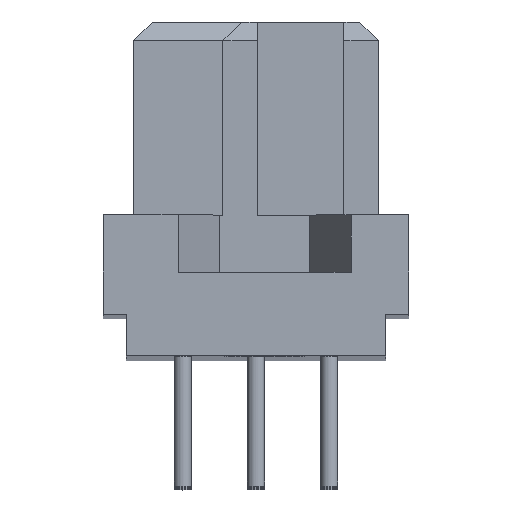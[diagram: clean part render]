
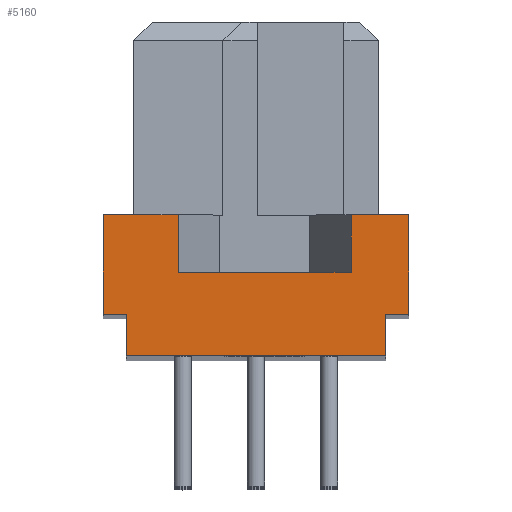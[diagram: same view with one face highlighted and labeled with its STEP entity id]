
A CAD part, top view. The second image highlights one B-rep face of the part: STEP entity #5160.
In plain terms, the highlighted planar face has unit normal (0, 0, 1).
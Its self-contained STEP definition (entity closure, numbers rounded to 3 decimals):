
#5160=ADVANCED_FACE('',(#6406),#5785,.T.);
#5785=PLANE('',#16383);
#6406=FACE_OUTER_BOUND('',#7321,.T.);
#7321=EDGE_LOOP('',(#10260,#10261,#10262,#10263,#10264,#10265,#10266,#10267,
#10268,#10269,#10270,#10271));
#10260=ORIENTED_EDGE('',*,*,#12901,.T.);
#10261=ORIENTED_EDGE('',*,*,#12902,.T.);
#10262=ORIENTED_EDGE('',*,*,#12903,.F.);
#10263=ORIENTED_EDGE('',*,*,#12849,.T.);
#10264=ORIENTED_EDGE('',*,*,#12852,.T.);
#10265=ORIENTED_EDGE('',*,*,#12855,.F.);
#10266=ORIENTED_EDGE('',*,*,#12880,.F.);
#10267=ORIENTED_EDGE('',*,*,#12778,.T.);
#10268=ORIENTED_EDGE('',*,*,#12782,.T.);
#10269=ORIENTED_EDGE('',*,*,#12784,.T.);
#10270=ORIENTED_EDGE('',*,*,#12897,.F.);
#10271=ORIENTED_EDGE('',*,*,#12899,.F.);
#11345=VERTEX_POINT('',#22496);
#11346=VERTEX_POINT('',#22498);
#11349=VERTEX_POINT('',#22505);
#11350=VERTEX_POINT('',#22510);
#11392=VERTEX_POINT('',#22636);
#11394=VERTEX_POINT('',#22640);
#11396=VERTEX_POINT('',#22646);
#11398=VERTEX_POINT('',#22652);
#11423=VERTEX_POINT('',#22735);
#11424=VERTEX_POINT('',#22739);
#11425=VERTEX_POINT('',#22743);
#11426=VERTEX_POINT('',#22747);
#12778=EDGE_CURVE('',#11346,#11345,#14064,.T.);
#12782=EDGE_CURVE('',#11345,#11349,#14068,.T.);
#12784=EDGE_CURVE('',#11349,#11350,#14070,.T.);
#12849=EDGE_CURVE('',#11392,#11394,#14135,.T.);
#12852=EDGE_CURVE('',#11394,#11396,#14138,.T.);
#12855=EDGE_CURVE('',#11398,#11396,#14141,.T.);
#12880=EDGE_CURVE('',#11346,#11398,#14164,.T.);
#12897=EDGE_CURVE('',#11423,#11350,#14181,.T.);
#12899=EDGE_CURVE('',#11424,#11423,#14183,.T.);
#12901=EDGE_CURVE('',#11424,#11425,#14185,.T.);
#12902=EDGE_CURVE('',#11425,#11426,#14186,.T.);
#12903=EDGE_CURVE('',#11392,#11426,#14187,.T.);
#14064=LINE('',#22497,#15346);
#14068=LINE('',#22506,#15350);
#14070=LINE('',#22509,#15352);
#14135=LINE('',#22641,#15417);
#14138=LINE('',#22647,#15420);
#14141=LINE('',#22653,#15423);
#14164=LINE('',#22702,#15446);
#14181=LINE('',#22736,#15463);
#14183=LINE('',#22740,#15465);
#14185=LINE('',#22744,#15467);
#14186=LINE('',#22746,#15468);
#14187=LINE('',#22748,#15469);
#15346=VECTOR('',#19277,1.);
#15350=VECTOR('',#19283,1.);
#15352=VECTOR('',#19287,1.);
#15417=VECTOR('',#19396,1.);
#15420=VECTOR('',#19401,1.);
#15423=VECTOR('',#19406,1.);
#15446=VECTOR('',#19445,1.);
#15463=VECTOR('',#19482,1.);
#15465=VECTOR('',#19486,1.);
#15467=VECTOR('',#19490,1.);
#15468=VECTOR('',#19493,1.);
#15469=VECTOR('',#19494,1.);
#16383=AXIS2_PLACEMENT_3D('',#22749,#19495,#19496);
#19277=DIRECTION('',(0.,-1.,0.));
#19283=DIRECTION('',(-1.,0.,0.));
#19287=DIRECTION('',(0.,1.,0.));
#19396=DIRECTION('',(0.,1.,0.));
#19401=DIRECTION('',(1.,0.,0.));
#19406=DIRECTION('',(0.,-1.,0.));
#19445=DIRECTION('',(1.,0.,0.));
#19482=DIRECTION('',(1.,0.,0.));
#19486=DIRECTION('',(0.,1.,0.));
#19490=DIRECTION('',(1.,0.,0.));
#19493=DIRECTION('',(0.,-1.,0.));
#19494=DIRECTION('',(-1.,0.,0.));
#19495=DIRECTION('',(0.,0.,1.));
#19496=DIRECTION('',(1.,0.,0.));
#22496=CARTESIAN_POINT('',(-38.158,-17.875,120.949));
#22497=CARTESIAN_POINT('',(-38.158,-15.875,120.949));
#22498=CARTESIAN_POINT('',(-38.158,-15.875,120.949));
#22505=CARTESIAN_POINT('',(-44.158,-17.875,120.949));
#22506=CARTESIAN_POINT('',(-38.158,-17.875,120.949));
#22509=CARTESIAN_POINT('',(-44.158,-17.875,120.949));
#22510=CARTESIAN_POINT('',(-44.158,-15.875,120.949));
#22636=CARTESIAN_POINT('',(-36.958,-20.775,120.949));
#22640=CARTESIAN_POINT('',(-36.958,-19.325,120.949));
#22641=CARTESIAN_POINT('',(-36.958,-20.775,120.949));
#22646=CARTESIAN_POINT('',(-36.158,-19.325,120.949));
#22647=CARTESIAN_POINT('',(-36.958,-19.325,120.949));
#22652=CARTESIAN_POINT('',(-36.158,-15.875,120.949));
#22653=CARTESIAN_POINT('',(-36.158,-15.875,120.949));
#22702=CARTESIAN_POINT('',(-38.158,-15.875,120.949));
#22735=CARTESIAN_POINT('',(-46.758,-15.875,120.949));
#22736=CARTESIAN_POINT('',(-46.758,-15.875,120.949));
#22739=CARTESIAN_POINT('',(-46.758,-19.325,120.949));
#22740=CARTESIAN_POINT('',(-46.758,-19.325,120.949));
#22743=CARTESIAN_POINT('',(-45.958,-19.325,120.949));
#22744=CARTESIAN_POINT('',(-46.758,-19.325,120.949));
#22746=CARTESIAN_POINT('',(-45.958,-19.325,120.949));
#22747=CARTESIAN_POINT('',(-45.958,-20.775,120.949));
#22748=CARTESIAN_POINT('',(-36.958,-20.775,120.949));
#22749=CARTESIAN_POINT('',(-47.288,-21.355,120.949));
